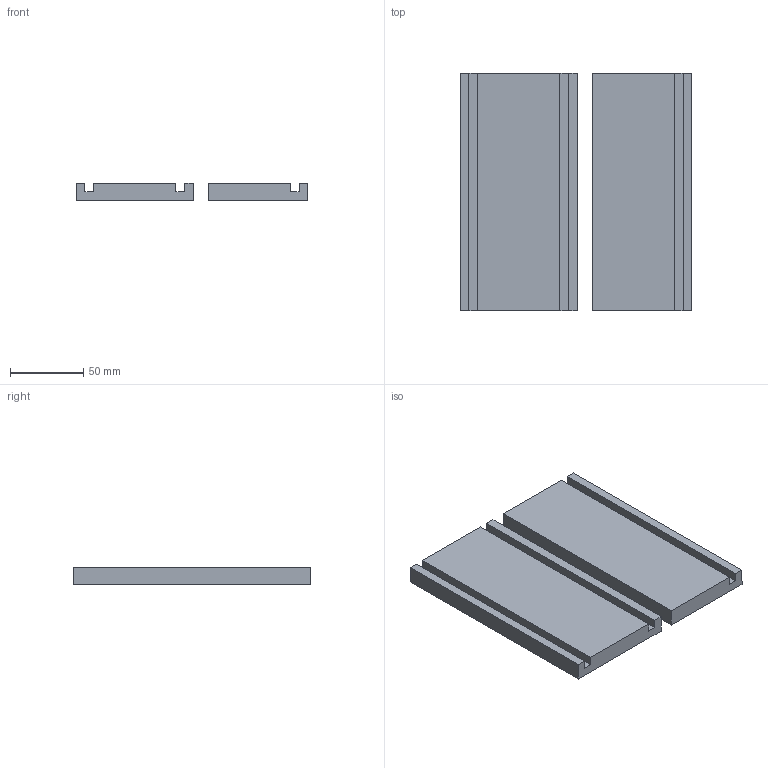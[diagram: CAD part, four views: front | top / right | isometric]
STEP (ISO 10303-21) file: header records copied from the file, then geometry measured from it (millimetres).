
FILE_DESCRIPTION(/* description */ (''),/* implementation_level */ '2;1');
FILE_NAME(/* name */ '1ad62c8d-4f49-4af4-aa63-e35e08e0ce28.step',/* time_stamp */ '2024-07-09T11:20:50Z',/* author */ (''),/* organization */ (''),/* preprocessor_version */ 'ST-DEVELOPER v20',/* originating_system */ 'Autodesk Translation Framework v13.14.0.145',/* authorisation */ '');
FILE_SCHEMA (('AUTOMOTIVE_DESIGN { 1 0 10303 214 3 1 1 }'));
Length unit declared in the file: millimetre
Products named in the file (3): corte cajón; frontal; posterior
Assembly tree (2 placements, depth 2):
  corte cajón
    frontal
    posterior
Bounding box: 158 x 162 x 12 mm (x, y, z)
Volume: 270216 mm3; surface area: 64896 mm2
Topology: 2 solids, 2 shells, 24 faces, 60 edges, 40 vertices
Faces by surface type: plane 24
Entity records: 796 total; most frequent: CARTESIAN_POINT 129, ORIENTED_EDGE 120, DIRECTION 118, LINE 60, VECTOR 60, EDGE_CURVE 60, VERTEX_POINT 40, AXIS2_PLACEMENT_3D 29
